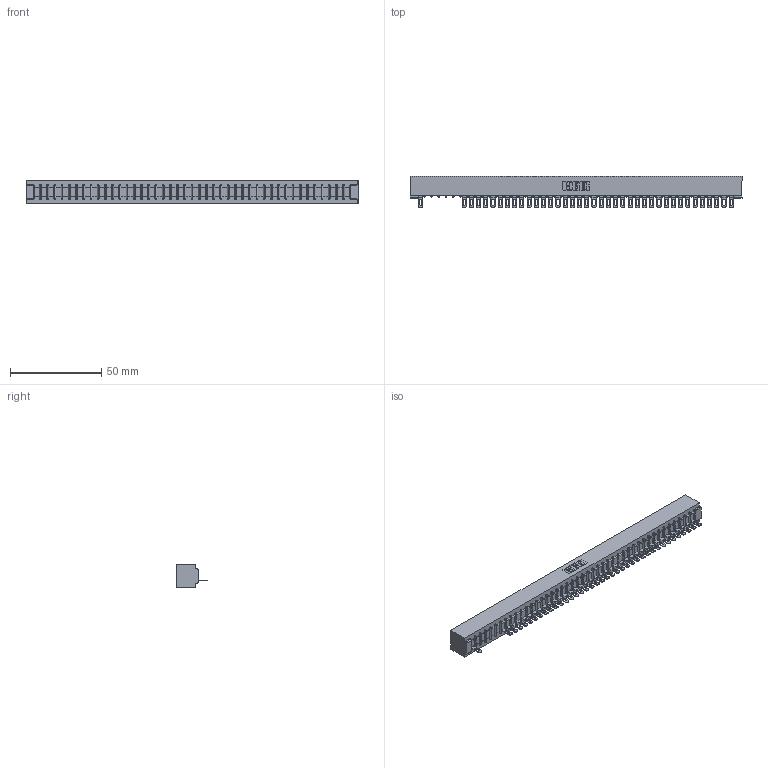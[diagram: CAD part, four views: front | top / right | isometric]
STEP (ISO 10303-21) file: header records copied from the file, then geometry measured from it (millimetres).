
FILE_DESCRIPTION (( 'STEP AP203' ), '1' );
FILE_NAME ('357-044-501-101.STEP', '2018-08-11T11:22:28', ( '' ), ( '' ), 'SwSTEP 2.0', 'SolidWorks 2016', '' );
FILE_SCHEMA (( 'CONFIG_CONTROL_DESIGN' ));
Length unit declared in the file: inch
Products named in the file (3): 307 Part_No Mounting Lugs; 307-290-002_501; 357-044-501-101
Assembly tree (40 placements, depth 2):
  357-044-501-101
    307 Part_No Mounting Lugs
    307-290-002_501  x39
Bounding box: 182.22 x 17.42 x 12.7 mm (x, y, z)
Volume: 19961.8 mm3; surface area: 24829.1 mm2
Topology: 40 solids, 40 shells, 3219 faces, 9901 edges, 6478 vertices
Faces by surface type: plane 1842, cylinder 1287, sphere 90
Entity records: 37830 total; most frequent: CARTESIAN_POINT 6403, ORIENTED_EDGE 6398, DIRECTION 6217, EDGE_CURVE 3199, VECTOR 2449, LINE 2449, VERTEX_POINT 2070, AXIS2_PLACEMENT_3D 1884
